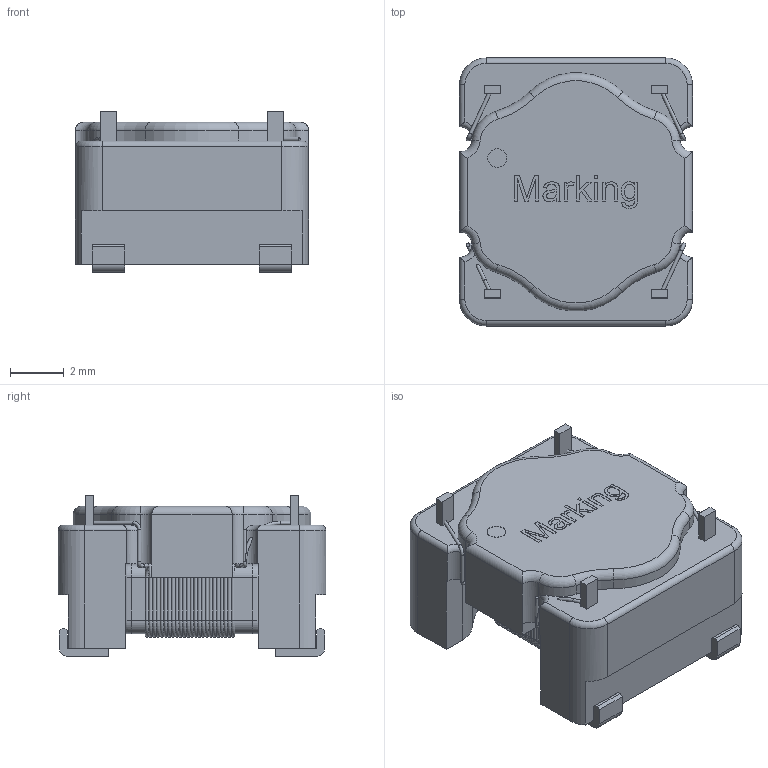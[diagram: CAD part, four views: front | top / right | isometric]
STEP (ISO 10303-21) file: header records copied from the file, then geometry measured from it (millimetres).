
FILE_DESCRIPTION( ( 'Unknown' ), '1' );
FILE_NAME( '744272xxx_rectangularCore.stp', 'Unknown', ( 'Unknown' ), ( 'Unknown' ), 'PSStep 16.0.42', 'Unknown', ' ' );
FILE_SCHEMA( ( 'AUTOMOTIVE_DESIGN { 1 0 10303 214 1 1 1 1 }' ) );
Length unit declared in the file: millimetre
Products named in the file (5): Assem1; Base; Contact
Assembly tree (7 placements, depth 2):
  Assem1
    Base
    Base
    Base
    Contact  x4
Bounding box: 8.7 x 10 x 6 mm (x, y, z)
Volume: 287.2 mm3; surface area: 777.2 mm2
Topology: 7 solids, 7 shells, 748 faces, 1658 edges, 937 vertices
Faces by surface type: cylinder 271, plane 210, torus 155, bspline 96, extrusion 16
Full cylindrical faces by diameter (mm): 0.13 x206, 0.7 x1
Entity records: 35098 total; most frequent: CARTESIAN_POINT 16548, DIRECTION 2711, ORIENTED_EDGE 2154, AXIS2_PLACEMENT_3D 1173, EDGE_LOOP 1132, FACE_OUTER_BOUND 1109, EDGE_CURVE 1077, VERTEX_POINT 831
